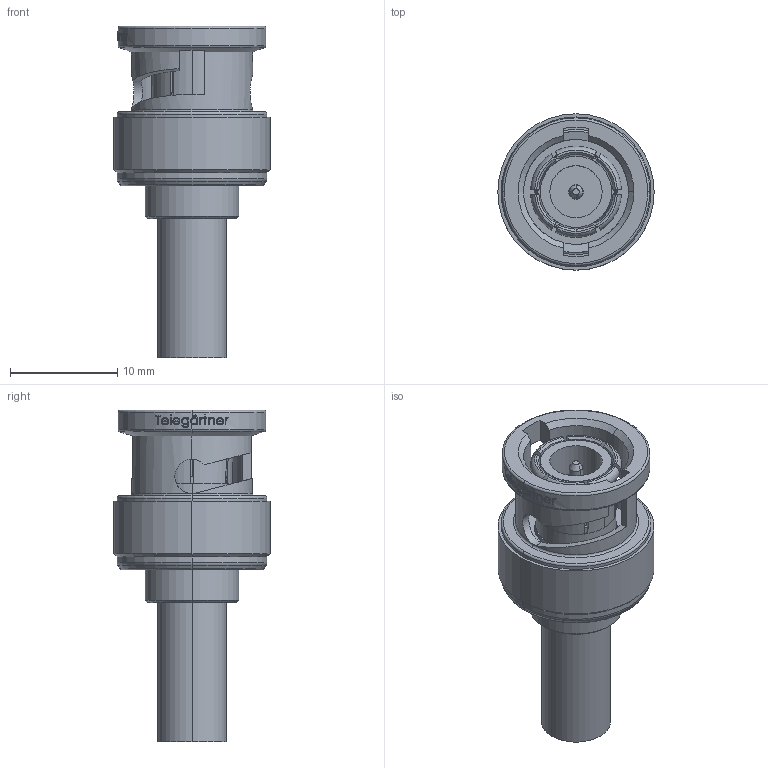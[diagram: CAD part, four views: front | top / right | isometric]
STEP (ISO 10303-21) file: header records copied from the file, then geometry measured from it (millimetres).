
FILE_DESCRIPTION (( 'STEP AP214' ), '1' );
FILE_NAME ('J01000A1255.STEP', '2016-12-22T07:39:10', ( '' ), ( '' ), 'SwSTEP 2.0', 'SolidWorks 2015', '' );
FILE_SCHEMA (( 'AUTOMOTIVE_DESIGN' ));
Length unit declared in the file: millimetre
Products named in the file (1): J01000A1255
Bounding box: 14.6 x 14.6 x 30.95 mm (x, y, z)
Volume: 1846.4 mm3; surface area: 2547.1 mm2
Topology: 2 solids, 2 shells, 341 faces, 875 edges, 566 vertices
Faces by surface type: plane 126, cylinder 83, bspline 78, cone 36, torus 18
Entity records: 16944 total; most frequent: CARTESIAN_POINT 5532, ORIENTED_EDGE 1750, DIRECTION 1395, EDGE_CURVE 875, VERTEX_POINT 566, AXIS2_PLACEMENT_3D 502, VECTOR 391, LINE 391
